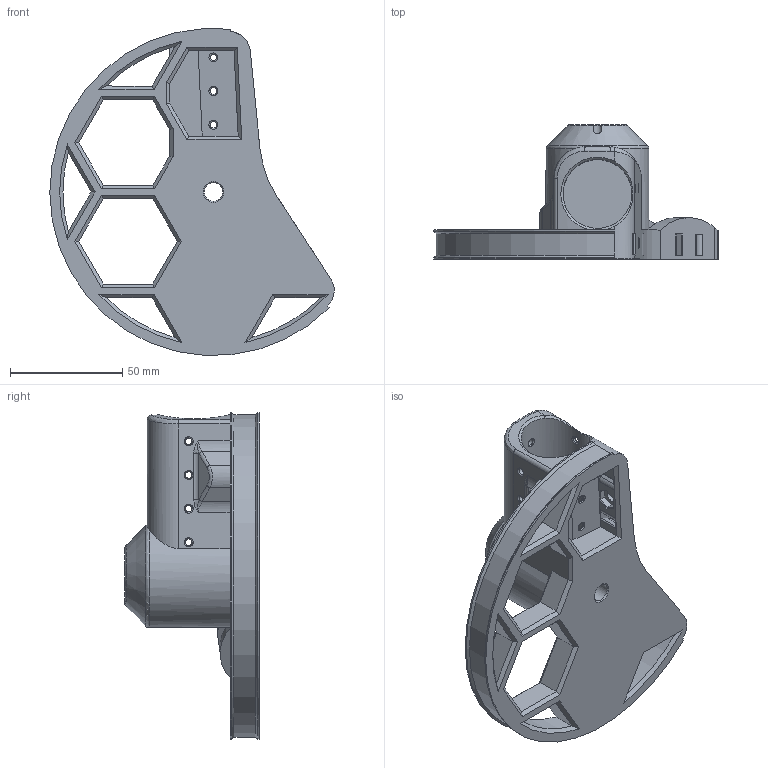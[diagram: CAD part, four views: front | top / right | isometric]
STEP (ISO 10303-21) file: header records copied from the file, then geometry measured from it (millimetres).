
FILE_DESCRIPTION(/* description */ (''),/* implementation_level */ '2;1');
FILE_NAME(/* name */ 'Wheel_Experimental.step',/* time_stamp */ '2021-04-18T23:08:49+02:00',/* author */ (''),/* organization */ (''),/* preprocessor_version */ 'ST-DEVELOPER v18.1',/* originating_system */ 'Autodesk Translation Framework v10.6.0.1341',/* authorisation */ '');
FILE_SCHEMA (('AUTOMOTIVE_DESIGN { 1 0 10303 214 3 1 1 }'));
Length unit declared in the file: millimetre
Products named in the file (1): rad
Bounding box: 126.84 x 60 x 145.75 mm (x, y, z)
Volume: 182995.3 mm3; surface area: 53118.8 mm2
Topology: 1 solids, 1 shells, 426 faces, 1139 edges, 703 vertices
Faces by surface type: plane 191, cylinder 125, cone 63, bspline 34, torus 13
Full cylindrical faces by diameter (mm): 3 x15, 4 x1, 5 x1, 8.2 x1, 30.7 x1
Entity records: 16052 total; most frequent: CARTESIAN_POINT 5330, ORIENTED_EDGE 2274, DIRECTION 2194, EDGE_CURVE 1137, AXIS2_PLACEMENT_3D 761, VERTEX_POINT 703, LINE 672, VECTOR 672
